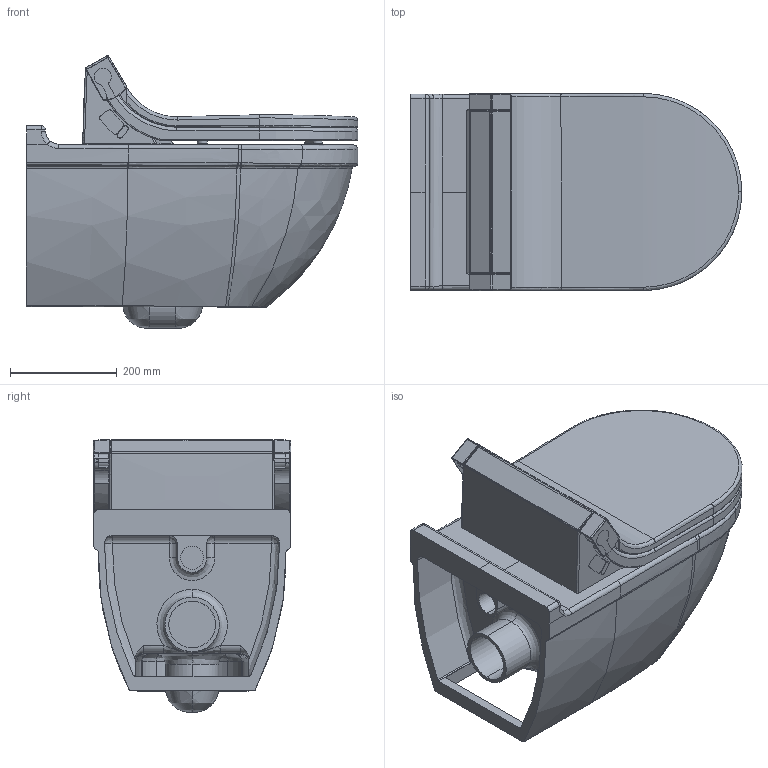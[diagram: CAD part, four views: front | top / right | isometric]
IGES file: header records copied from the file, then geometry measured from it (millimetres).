
Global section: file name: No Iges File Name specified; native system: Autodesk Inventor 2011; preprocessor: AutoDesk Inventor Iges Exporter R2011; author: Administrator; date: 20120425.122701; units: millimetre
Bounding box: 620.61 x 370.05 x 510.51 mm (x, y, z)
Volume: 36491395.7 mm3; surface area: 2104710.5 mm2
Topology: 18 solids, 18 shells, 678 faces, 1628 edges, 978 vertices
Faces by surface type: bspline 290, plane 167, cylinder 110, revolution 45, torus 35, sphere 19, cone 12
